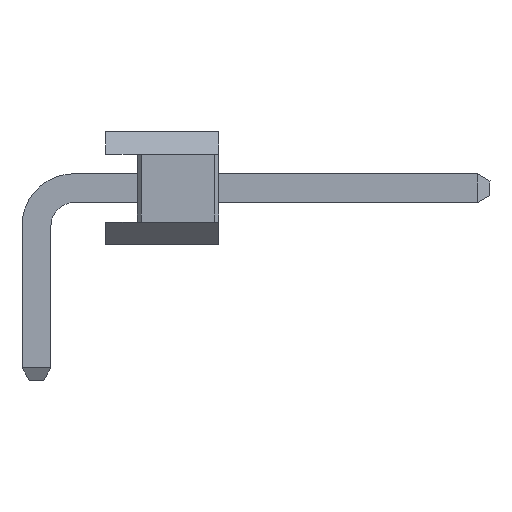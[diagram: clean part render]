
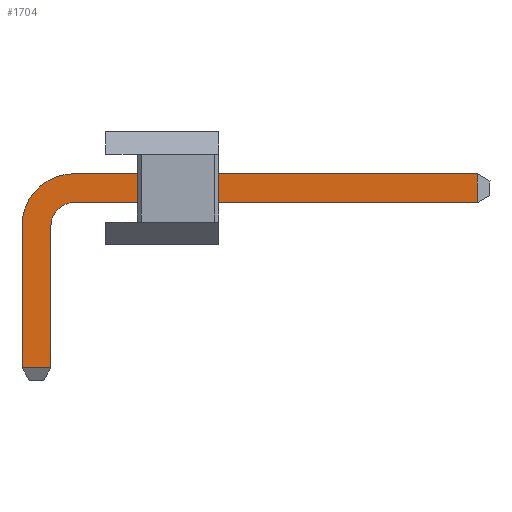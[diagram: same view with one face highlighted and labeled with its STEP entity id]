
A CAD part, left-side view. The second image highlights one B-rep face of the part: STEP entity #1704.
In plain terms, the highlighted planar face has unit normal (-1, 0, 0).
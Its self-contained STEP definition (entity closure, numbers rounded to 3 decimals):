
#1704=ADVANCED_FACE('',(#2898),#2900,.T.);
#2898=FACE_BOUND('',#2899,.T.);
#2899=EDGE_LOOP('',(#3706,#3707,#3708,#3709,#3710,#3711,#3712,#3713));
#2900=PLANE('',#2901);
#2901=AXIS2_PLACEMENT_3D('',#2902,#2903,#2904);
#2902=CARTESIAN_POINT('',(-0.32,-0.32,0.));
#2903=DIRECTION('',(-1.,0.,0.));
#2904=DIRECTION('',(0.,1.,0.));
#3706=ORIENTED_EDGE('',*,*,#4127,.F.);
#3707=ORIENTED_EDGE('',*,*,#4128,.F.);
#3708=ORIENTED_EDGE('',*,*,#4129,.F.);
#3709=ORIENTED_EDGE('',*,*,#4130,.T.);
#3710=ORIENTED_EDGE('',*,*,#4131,.F.);
#3711=ORIENTED_EDGE('',*,*,#4126,.F.);
#3712=ORIENTED_EDGE('',*,*,#4132,.T.);
#3713=ORIENTED_EDGE('',*,*,#4133,.T.);
#4126=EDGE_CURVE('',#4712,#4710,#4714,.T.);
#4127=EDGE_CURVE('',#4715,#4716,#4717,.T.);
#4128=EDGE_CURVE('',#4718,#4715,#4719,.T.);
#4129=EDGE_CURVE('',#4720,#4718,#4721,.T.);
#4130=EDGE_CURVE('',#4720,#4722,#4723,.T.);
#4131=EDGE_CURVE('',#4710,#4722,#4724,.T.);
#4132=EDGE_CURVE('',#4712,#4725,#4726,.T.);
#4133=EDGE_CURVE('',#4725,#4716,#4727,.T.);
#4710=VERTEX_POINT('',#6014);
#4712=VERTEX_POINT('',#6018);
#4714=LINE('',#6022,#6023);
#4715=VERTEX_POINT('',#6025);
#4716=VERTEX_POINT('',#6026);
#4717=LINE('',#6027,#6028);
#4718=VERTEX_POINT('',#6030);
#4719=LINE('',#6031,#6032);
#4720=VERTEX_POINT('',#6034);
#4721=CIRCLE('',#6035,1.152);
#4722=VERTEX_POINT('',#6039);
#4723=LINE('',#6040,#6041);
#4724=LINE('',#6043,#6044);
#4725=VERTEX_POINT('',#6046);
#4726=CIRCLE('',#6047,0.512);
#4727=LINE('',#6051,#6052);
#6014=CARTESIAN_POINT('',(-0.32,-0.32,-2.723));
#6018=CARTESIAN_POINT('',(-0.32,-0.32,0.418));
#6022=CARTESIAN_POINT('',(-0.32,-0.32,0.418));
#6023=VECTOR('',#6024,1.);
#6024=DIRECTION('',(0.,0.,-1.));
#6025=CARTESIAN_POINT('',(-0.32,-9.753,1.57));
#6026=CARTESIAN_POINT('',(-0.32,-9.753,0.93));
#6027=CARTESIAN_POINT('',(-0.32,-9.753,1.57));
#6028=VECTOR('',#6029,1.);
#6029=DIRECTION('',(0.,0.,-1.));
#6030=CARTESIAN_POINT('',(-0.32,-0.832,1.57));
#6031=CARTESIAN_POINT('',(-0.32,-0.832,1.57));
#6032=VECTOR('',#6033,1.);
#6033=DIRECTION('',(0.,-1.,0.));
#6034=CARTESIAN_POINT('',(-0.32,0.32,0.418));
#6035=AXIS2_PLACEMENT_3D('',#6036,#6037,#6038);
#6036=CARTESIAN_POINT('',(-0.32,-0.832,0.418));
#6037=DIRECTION('',(1.,0.,0.));
#6038=DIRECTION('',(0.,1.,0.));
#6039=CARTESIAN_POINT('',(-0.32,0.32,-2.723));
#6040=CARTESIAN_POINT('',(-0.32,0.32,0.418));
#6041=VECTOR('',#6042,1.);
#6042=DIRECTION('',(0.,0.,-1.));
#6043=CARTESIAN_POINT('',(-0.32,-0.32,-2.723));
#6044=VECTOR('',#6045,1.);
#6045=DIRECTION('',(0.,1.,0.));
#6046=CARTESIAN_POINT('',(-0.32,-0.832,0.93));
#6047=AXIS2_PLACEMENT_3D('',#6048,#6049,#6050);
#6048=CARTESIAN_POINT('',(-0.32,-0.832,0.418));
#6049=DIRECTION('',(1.,0.,0.));
#6050=DIRECTION('',(0.,1.,0.));
#6051=CARTESIAN_POINT('',(-0.32,-0.832,0.93));
#6052=VECTOR('',#6053,1.);
#6053=DIRECTION('',(0.,-1.,0.));
